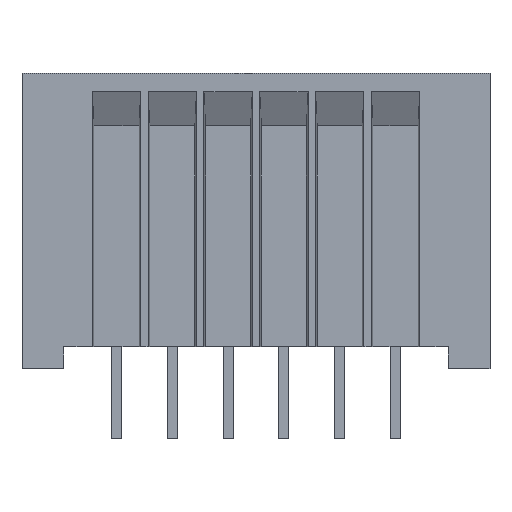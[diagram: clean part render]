
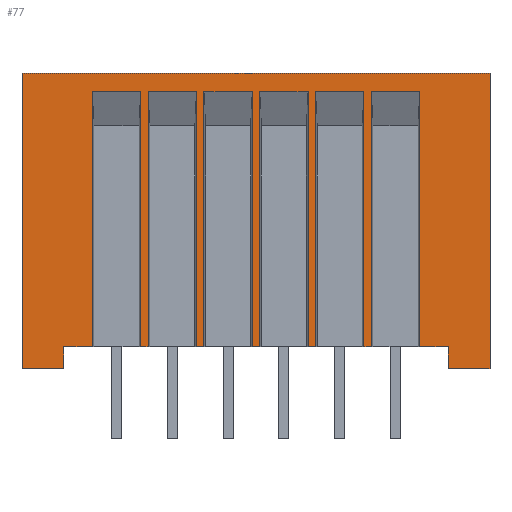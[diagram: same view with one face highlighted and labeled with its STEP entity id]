
A CAD part, front view. The second image highlights one B-rep face of the part: STEP entity #77.
In plain terms, the highlighted planar face has unit normal (0, -1, 0).
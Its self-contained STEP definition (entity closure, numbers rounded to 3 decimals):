
#77=ADVANCED_FACE('',(#779),#780,.T.);
#779=FACE_OUTER_BOUND('',#2110,.T.);
#780=PLANE('',#2111);
#2110=EDGE_LOOP('',(#3799,#3800,#3801,#3802,#3803,#3804,#3805,#3806,#3807,#3808,#3809,#3810,#3811,#3812,#3813,#3814,#3815,#3816,#3817,#3818,#3819,#3820,#3821,#3822,#3823,#3824,#3825,#3826,#3827,#3828,#3829,#3830));
#2111=AXIS2_PLACEMENT_3D('',#3831,#3832,#3833);
#3799=ORIENTED_EDGE('',*,*,#9445,.T.);
#3800=ORIENTED_EDGE('',*,*,#9390,.T.);
#3801=ORIENTED_EDGE('',*,*,#9446,.T.);
#3802=ORIENTED_EDGE('',*,*,#9447,.F.);
#3803=ORIENTED_EDGE('',*,*,#9448,.F.);
#3804=ORIENTED_EDGE('',*,*,#9218,.F.);
#3805=ORIENTED_EDGE('',*,*,#9307,.T.);
#3806=ORIENTED_EDGE('',*,*,#9449,.F.);
#3807=ORIENTED_EDGE('',*,*,#9450,.F.);
#3808=ORIENTED_EDGE('',*,*,#9328,.T.);
#3809=ORIENTED_EDGE('',*,*,#9451,.T.);
#3810=ORIENTED_EDGE('',*,*,#9452,.T.);
#3811=ORIENTED_EDGE('',*,*,#9453,.T.);
#3812=ORIENTED_EDGE('',*,*,#9324,.T.);
#3813=ORIENTED_EDGE('',*,*,#9454,.T.);
#3814=ORIENTED_EDGE('',*,*,#9455,.T.);
#3815=ORIENTED_EDGE('',*,*,#9456,.T.);
#3816=ORIENTED_EDGE('',*,*,#9320,.T.);
#3817=ORIENTED_EDGE('',*,*,#9457,.T.);
#3818=ORIENTED_EDGE('',*,*,#9458,.T.);
#3819=ORIENTED_EDGE('',*,*,#9459,.T.);
#3820=ORIENTED_EDGE('',*,*,#9316,.T.);
#3821=ORIENTED_EDGE('',*,*,#9460,.T.);
#3822=ORIENTED_EDGE('',*,*,#9461,.T.);
#3823=ORIENTED_EDGE('',*,*,#9462,.T.);
#3824=ORIENTED_EDGE('',*,*,#9312,.T.);
#3825=ORIENTED_EDGE('',*,*,#9463,.T.);
#3826=ORIENTED_EDGE('',*,*,#9464,.T.);
#3827=ORIENTED_EDGE('',*,*,#9465,.T.);
#3828=ORIENTED_EDGE('',*,*,#9308,.T.);
#3829=ORIENTED_EDGE('',*,*,#9444,.T.);
#3830=ORIENTED_EDGE('',*,*,#9466,.T.);
#3831=CARTESIAN_POINT('',(-10.65,-5.08,0.0));
#3832=DIRECTION('',(0.0,-1.0,0.0));
#3833=DIRECTION('',(0.0,0.0,-1.0));
#9218=EDGE_CURVE('',#11208,#11210,#11211,.T.);
#9307=EDGE_CURVE('',#11208,#11382,#11384,.T.);
#9308=EDGE_CURVE('',#11385,#11386,#11387,.T.);
#9312=EDGE_CURVE('',#11394,#11392,#11395,.T.);
#9316=EDGE_CURVE('',#11402,#11400,#11403,.T.);
#9320=EDGE_CURVE('',#11410,#11408,#11411,.T.);
#9324=EDGE_CURVE('',#11418,#11416,#11419,.T.);
#9328=EDGE_CURVE('',#11426,#11424,#11427,.T.);
#9390=EDGE_CURVE('',#11545,#11543,#11546,.T.);
#9444=EDGE_CURVE('',#11386,#11650,#11652,.T.);
#9445=EDGE_CURVE('',#11653,#11545,#11654,.T.);
#9446=EDGE_CURVE('',#11543,#11655,#11656,.T.);
#9447=EDGE_CURVE('',#11657,#11655,#11658,.T.);
#9448=EDGE_CURVE('',#11210,#11657,#11659,.T.);
#9449=EDGE_CURVE('',#11660,#11382,#11661,.T.);
#9450=EDGE_CURVE('',#11426,#11660,#11662,.T.);
#9451=EDGE_CURVE('',#11424,#11663,#11664,.T.);
#9452=EDGE_CURVE('',#11663,#11665,#11666,.T.);
#9453=EDGE_CURVE('',#11665,#11418,#11667,.T.);
#9454=EDGE_CURVE('',#11416,#11668,#11669,.T.);
#9455=EDGE_CURVE('',#11668,#11670,#11671,.T.);
#9456=EDGE_CURVE('',#11670,#11410,#11672,.T.);
#9457=EDGE_CURVE('',#11408,#11673,#11674,.T.);
#9458=EDGE_CURVE('',#11673,#11675,#11676,.T.);
#9459=EDGE_CURVE('',#11675,#11402,#11677,.T.);
#9460=EDGE_CURVE('',#11400,#11678,#11679,.T.);
#9461=EDGE_CURVE('',#11678,#11680,#11681,.T.);
#9462=EDGE_CURVE('',#11680,#11394,#11682,.T.);
#9463=EDGE_CURVE('',#11392,#11683,#11684,.T.);
#9464=EDGE_CURVE('',#11683,#11685,#11686,.T.);
#9465=EDGE_CURVE('',#11685,#11385,#11687,.T.);
#9466=EDGE_CURVE('',#11650,#11653,#11688,.T.);
#11208=VERTEX_POINT('',#14402);
#11210=VERTEX_POINT('',#14405);
#11211=LINE('',#14406,#14407);
#11382=VERTEX_POINT('',#14665);
#11384=LINE('',#14668,#14669);
#11385=VERTEX_POINT('',#14670);
#11386=VERTEX_POINT('',#14671);
#11387=LINE('',#14672,#14673);
#11392=VERTEX_POINT('',#14680);
#11394=VERTEX_POINT('',#14683);
#11395=LINE('',#14684,#14685);
#11400=VERTEX_POINT('',#14692);
#11402=VERTEX_POINT('',#14695);
#11403=LINE('',#14696,#14697);
#11408=VERTEX_POINT('',#14704);
#11410=VERTEX_POINT('',#14707);
#11411=LINE('',#14708,#14709);
#11416=VERTEX_POINT('',#14716);
#11418=VERTEX_POINT('',#14719);
#11419=LINE('',#14720,#14721);
#11424=VERTEX_POINT('',#14728);
#11426=VERTEX_POINT('',#14731);
#11427=LINE('',#14732,#14733);
#11543=VERTEX_POINT('',#14909);
#11545=VERTEX_POINT('',#14912);
#11546=LINE('',#14913,#14914);
#11650=VERTEX_POINT('',#15070);
#11652=LINE('',#15073,#15074);
#11653=VERTEX_POINT('',#15075);
#11654=LINE('',#15076,#15077);
#11655=VERTEX_POINT('',#15078);
#11656=LINE('',#15079,#15080);
#11657=VERTEX_POINT('',#15081);
#11658=LINE('',#15082,#15083);
#11659=LINE('',#15084,#15085);
#11660=VERTEX_POINT('',#15086);
#11661=LINE('',#15087,#15088);
#11662=LINE('',#15089,#15090);
#11663=VERTEX_POINT('',#15091);
#11664=LINE('',#15092,#15093);
#11665=VERTEX_POINT('',#15094);
#11666=LINE('',#15095,#15096);
#11667=LINE('',#15097,#15098);
#11668=VERTEX_POINT('',#15099);
#11669=LINE('',#15100,#15101);
#11670=VERTEX_POINT('',#15102);
#11671=LINE('',#15103,#15104);
#11672=LINE('',#15105,#15106);
#11673=VERTEX_POINT('',#15107);
#11674=LINE('',#15108,#15109);
#11675=VERTEX_POINT('',#15110);
#11676=LINE('',#15111,#15112);
#11677=LINE('',#15113,#15114);
#11678=VERTEX_POINT('',#15115);
#11679=LINE('',#15116,#15117);
#11680=VERTEX_POINT('',#15118);
#11681=LINE('',#15119,#15120);
#11682=LINE('',#15121,#15122);
#11683=VERTEX_POINT('',#15123);
#11684=LINE('',#15124,#15125);
#11685=VERTEX_POINT('',#15126);
#11686=LINE('',#15127,#15128);
#11687=LINE('',#15129,#15130);
#11688=LINE('',#15131,#15132);
#14402=CARTESIAN_POINT('',(-10.65,-5.08,0.0));
#14405=CARTESIAN_POINT('',(10.65,-5.08,0.0));
#14406=CARTESIAN_POINT('',(-10.65,-5.08,0.0));
#14407=VECTOR('',#18994,21.3);
#14665=CARTESIAN_POINT('',(-10.65,-5.08,-13.45));
#14668=CARTESIAN_POINT('',(-10.65,-5.08,0.0));
#14669=VECTOR('',#19083,13.45);
#14670=CARTESIAN_POINT('',(4.91,-5.08,-12.45));
#14671=CARTESIAN_POINT('',(5.25,-5.08,-12.45));
#14672=CARTESIAN_POINT('',(4.91,-5.08,-12.45));
#14673=VECTOR('',#19084,0.34);
#14680=CARTESIAN_POINT('',(2.71,-5.08,-12.45));
#14683=CARTESIAN_POINT('',(2.37,-5.08,-12.45));
#14684=CARTESIAN_POINT('',(2.37,-5.08,-12.45));
#14685=VECTOR('',#19088,0.34);
#14692=CARTESIAN_POINT('',(0.17,-5.08,-12.45));
#14695=CARTESIAN_POINT('',(-0.17,-5.08,-12.45));
#14696=CARTESIAN_POINT('',(-0.17,-5.08,-12.45));
#14697=VECTOR('',#19092,0.34);
#14704=CARTESIAN_POINT('',(-2.37,-5.08,-12.45));
#14707=CARTESIAN_POINT('',(-2.71,-5.08,-12.45));
#14708=CARTESIAN_POINT('',(-2.71,-5.08,-12.45));
#14709=VECTOR('',#19096,0.34);
#14716=CARTESIAN_POINT('',(-4.91,-5.08,-12.45));
#14719=CARTESIAN_POINT('',(-5.25,-5.08,-12.45));
#14720=CARTESIAN_POINT('',(-5.25,-5.08,-12.45));
#14721=VECTOR('',#19100,0.34);
#14728=CARTESIAN_POINT('',(-7.45,-5.08,-12.45));
#14731=CARTESIAN_POINT('',(-8.75,-5.08,-12.45));
#14732=CARTESIAN_POINT('',(-8.75,-5.08,-12.45));
#14733=VECTOR('',#19104,1.3);
#14909=CARTESIAN_POINT('',(8.75,-5.08,-12.45));
#14912=CARTESIAN_POINT('',(7.45,-5.08,-12.45));
#14913=CARTESIAN_POINT('',(7.45,-5.08,-12.45));
#14914=VECTOR('',#19166,1.3);
#15070=CARTESIAN_POINT('',(5.25,-5.08,-0.839));
#15073=CARTESIAN_POINT('',(5.25,-5.08,-12.45));
#15074=VECTOR('',#19220,11.611);
#15075=CARTESIAN_POINT('',(7.45,-5.08,-0.839));
#15076=CARTESIAN_POINT('',(7.45,-5.08,-0.839));
#15077=VECTOR('',#19221,11.611);
#15078=CARTESIAN_POINT('',(8.75,-5.08,-13.45));
#15079=CARTESIAN_POINT('',(8.75,-5.08,-12.45));
#15080=VECTOR('',#19222,1.0);
#15081=CARTESIAN_POINT('',(10.65,-5.08,-13.45));
#15082=CARTESIAN_POINT('',(10.65,-5.08,-13.45));
#15083=VECTOR('',#19223,1.9);
#15084=CARTESIAN_POINT('',(10.65,-5.08,0.0));
#15085=VECTOR('',#19224,13.45);
#15086=CARTESIAN_POINT('',(-8.75,-5.08,-13.45));
#15087=CARTESIAN_POINT('',(-8.75,-5.08,-13.45));
#15088=VECTOR('',#19225,1.9);
#15089=CARTESIAN_POINT('',(-8.75,-5.08,-12.45));
#15090=VECTOR('',#19226,1.0);
#15091=CARTESIAN_POINT('',(-7.45,-5.08,-0.839));
#15092=CARTESIAN_POINT('',(-7.45,-5.08,-12.45));
#15093=VECTOR('',#19227,11.611);
#15094=CARTESIAN_POINT('',(-5.25,-5.08,-0.839));
#15095=CARTESIAN_POINT('',(-7.45,-5.08,-0.839));
#15096=VECTOR('',#19228,2.2);
#15097=CARTESIAN_POINT('',(-5.25,-5.08,-0.839));
#15098=VECTOR('',#19229,11.611);
#15099=CARTESIAN_POINT('',(-4.91,-5.08,-0.839));
#15100=CARTESIAN_POINT('',(-4.91,-5.08,-12.45));
#15101=VECTOR('',#19230,11.611);
#15102=CARTESIAN_POINT('',(-2.71,-5.08,-0.839));
#15103=CARTESIAN_POINT('',(-4.91,-5.08,-0.839));
#15104=VECTOR('',#19231,2.2);
#15105=CARTESIAN_POINT('',(-2.71,-5.08,-0.839));
#15106=VECTOR('',#19232,11.611);
#15107=CARTESIAN_POINT('',(-2.37,-5.08,-0.839));
#15108=CARTESIAN_POINT('',(-2.37,-5.08,-12.45));
#15109=VECTOR('',#19233,11.611);
#15110=CARTESIAN_POINT('',(-0.17,-5.08,-0.839));
#15111=CARTESIAN_POINT('',(-2.37,-5.08,-0.839));
#15112=VECTOR('',#19234,2.2);
#15113=CARTESIAN_POINT('',(-0.17,-5.08,-0.839));
#15114=VECTOR('',#19235,11.611);
#15115=CARTESIAN_POINT('',(0.17,-5.08,-0.839));
#15116=CARTESIAN_POINT('',(0.17,-5.08,-12.45));
#15117=VECTOR('',#19236,11.611);
#15118=CARTESIAN_POINT('',(2.37,-5.08,-0.839));
#15119=CARTESIAN_POINT('',(0.17,-5.08,-0.839));
#15120=VECTOR('',#19237,2.2);
#15121=CARTESIAN_POINT('',(2.37,-5.08,-0.839));
#15122=VECTOR('',#19238,11.611);
#15123=CARTESIAN_POINT('',(2.71,-5.08,-0.839));
#15124=CARTESIAN_POINT('',(2.71,-5.08,-12.45));
#15125=VECTOR('',#19239,11.611);
#15126=CARTESIAN_POINT('',(4.91,-5.08,-0.839));
#15127=CARTESIAN_POINT('',(2.71,-5.08,-0.839));
#15128=VECTOR('',#19240,2.2);
#15129=CARTESIAN_POINT('',(4.91,-5.08,-0.839));
#15130=VECTOR('',#19241,11.611);
#15131=CARTESIAN_POINT('',(5.25,-5.08,-0.839));
#15132=VECTOR('',#19242,2.2);
#18994=DIRECTION('',(1.0,0.0,0.0));
#19083=DIRECTION('',(0.0,0.0,-1.0));
#19084=DIRECTION('',(1.0,0.0,0.0));
#19088=DIRECTION('',(1.0,0.0,0.0));
#19092=DIRECTION('',(1.0,0.0,0.0));
#19096=DIRECTION('',(1.0,0.0,0.0));
#19100=DIRECTION('',(1.0,0.0,0.0));
#19104=DIRECTION('',(1.0,0.0,0.0));
#19166=DIRECTION('',(1.0,0.0,0.0));
#19220=DIRECTION('',(0.0,0.0,1.0));
#19221=DIRECTION('',(0.0,0.0,-1.0));
#19222=DIRECTION('',(0.0,0.0,-1.0));
#19223=DIRECTION('',(-1.0,0.0,0.0));
#19224=DIRECTION('',(0.0,0.0,-1.0));
#19225=DIRECTION('',(-1.0,0.0,0.0));
#19226=DIRECTION('',(0.0,0.0,-1.0));
#19227=DIRECTION('',(0.0,0.0,1.0));
#19228=DIRECTION('',(1.0,0.0,0.0));
#19229=DIRECTION('',(0.0,0.0,-1.0));
#19230=DIRECTION('',(0.0,0.0,1.0));
#19231=DIRECTION('',(1.0,0.0,0.0));
#19232=DIRECTION('',(0.0,0.0,-1.0));
#19233=DIRECTION('',(0.0,0.0,1.0));
#19234=DIRECTION('',(1.0,0.0,0.0));
#19235=DIRECTION('',(0.0,0.0,-1.0));
#19236=DIRECTION('',(0.0,0.0,1.0));
#19237=DIRECTION('',(1.0,0.0,0.0));
#19238=DIRECTION('',(0.0,0.0,-1.0));
#19239=DIRECTION('',(0.0,0.0,1.0));
#19240=DIRECTION('',(1.0,0.0,0.0));
#19241=DIRECTION('',(0.0,0.0,-1.0));
#19242=DIRECTION('',(1.0,0.0,0.0));
